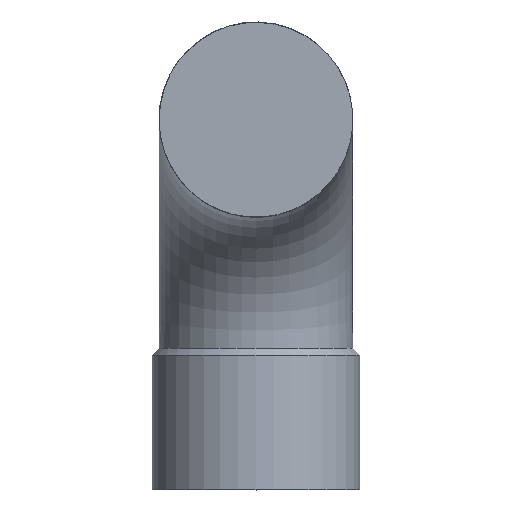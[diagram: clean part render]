
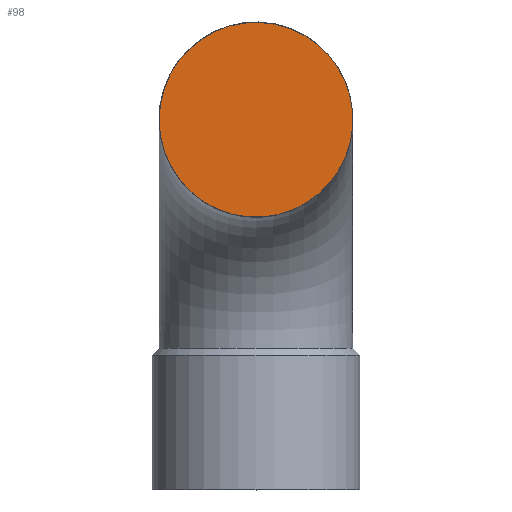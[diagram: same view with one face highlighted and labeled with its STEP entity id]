
A CAD part, top view. The second image highlights one B-rep face of the part: STEP entity #98.
In plain terms, the highlighted planar face has unit normal (0, 0, 1).
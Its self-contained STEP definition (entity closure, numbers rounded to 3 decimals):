
#22=B_SPLINE_CURVE_WITH_KNOTS('',3,(#408,#409,#410,#411,#412,#413,#414,
#415,#416,#417,#418,#419,#420,#421,#422,#423,#424,#425,#426,#427,#428,#429,
#430,#431,#432,#433,#434,#435,#436,#437,#438,#439,#440,#441,#442,#443,#444,
#445,#446,#447,#448,#449,#450,#451,#452,#453,#454,#455,#456,#457,#458,#459,
#460,#461,#462,#463,#464,#465,#466,#467,#468,#469,#470,#471,#472,#473,#474,
#475,#476,#477,#478,#479,#480,#481,#482,#483,#484,#485,#486,#487,#488,#489,
#490,#491,#492,#493,#494,#495,#496,#497,#498,#499,#500,#501,#502,#503,#504,
#505,#506,#507,#508,#509,#510,#511,#512,#513,#514,#515,#516,#517,#518,#519,
#520,#521,#522),.UNSPECIFIED.,.T.,.F.,(4,2,2,2,2,2,2,2,2,2,2,1,2,2,2,2,
2,2,2,2,2,2,2,2,2,2,2,2,2,2,2,2,1,2,2,2,2,2,2,2,2,2,2,2,2,2,2,2,2,2,2,2,
2,2,1,2,2,2,4),(0.,0.031,0.047,0.062,
0.094,0.102,0.109,0.125,
0.156,0.164,0.172,0.187,
0.203,0.219,0.25,0.266,
0.281,0.312,0.328,0.344,
0.359,0.375,0.406,0.422,
0.437,0.469,0.477,0.484,
0.5,0.531,0.539,0.547,
0.563,0.578,0.586,0.594,0.625,0.641,0.648,
0.656,0.688,0.703,0.719,
0.75,0.781,0.797,0.813,
0.844,0.852,0.859,0.875,
0.906,0.914,0.922,0.938,
0.953,0.961,0.969,1.),.UNSPECIFIED.);
#40=ORIENTED_EDGE('',*,*,#47,.T.);
#47=EDGE_CURVE('',#54,#54,#22,.T.);
#54=VERTEX_POINT('',#523);
#73=EDGE_LOOP('',(#40));
#87=FACE_BOUND('',#73,.T.);
#90=PLANE('',#123);
#98=ADVANCED_FACE('',(#87),#90,.F.);
#123=AXIS2_PLACEMENT_3D('',#524,#148,#149);
#148=DIRECTION('',(0.,0.,-1.));
#149=DIRECTION('',(-1.,0.,0.));
#408=CARTESIAN_POINT('',(-14.867,41.402,122.708));
#409=CARTESIAN_POINT('',(-13.34,40.41,122.708));
#410=CARTESIAN_POINT('',(-11.74,39.584,122.708));
#411=CARTESIAN_POINT('',(-9.237,38.586,122.708));
#412=CARTESIAN_POINT('',(-8.384,38.294,122.708));
#413=CARTESIAN_POINT('',(-6.644,37.793,122.708));
#414=CARTESIAN_POINT('',(-5.754,37.584,122.708));
#415=CARTESIAN_POINT('',(-3.088,37.099,122.708));
#416=CARTESIAN_POINT('',(-1.298,36.954,122.708));
#417=CARTESIAN_POINT('',(0.955,36.996,122.708));
#418=CARTESIAN_POINT('',(1.406,37.015,122.708));
#419=CARTESIAN_POINT('',(2.311,37.077,122.708));
#420=CARTESIAN_POINT('',(2.765,37.12,122.708));
#421=CARTESIAN_POINT('',(4.118,37.282,122.708));
#422=CARTESIAN_POINT('',(5.007,37.433,122.708));
#423=CARTESIAN_POINT('',(7.641,38.018,122.708));
#424=CARTESIAN_POINT('',(9.349,38.578,122.708));
#425=CARTESIAN_POINT('',(11.426,39.497,122.708));
#426=CARTESIAN_POINT('',(11.838,39.692,122.708));
#427=CARTESIAN_POINT('',(12.648,40.099,122.708));
#428=CARTESIAN_POINT('',(13.046,40.312,122.708));
#429=CARTESIAN_POINT('',(14.223,40.979,122.708));
#430=CARTESIAN_POINT('',(15.742,41.941,122.708));
#431=CARTESIAN_POINT('',(17.161,43.047,122.708));
#432=CARTESIAN_POINT('',(18.53,44.227,122.708));
#433=CARTESIAN_POINT('',(19.192,44.857,122.708));
#434=CARTESIAN_POINT('',(21.066,46.823,122.708));
#435=CARTESIAN_POINT('',(22.173,48.238,122.708));
#436=CARTESIAN_POINT('',(23.624,50.515,122.708));
#437=CARTESIAN_POINT('',(24.073,51.3,122.708));
#438=CARTESIAN_POINT('',(24.897,52.923,122.708));
#439=CARTESIAN_POINT('',(25.266,53.75,122.708));
#440=CARTESIAN_POINT('',(26.249,56.266,122.708));
#441=CARTESIAN_POINT('',(26.738,57.994,122.708));
#442=CARTESIAN_POINT('',(27.22,60.664,122.708));
#443=CARTESIAN_POINT('',(27.338,61.571,122.708));
#444=CARTESIAN_POINT('',(27.483,63.373,122.708));
#445=CARTESIAN_POINT('',(27.511,64.273,122.708));
#446=CARTESIAN_POINT('',(27.481,66.068,122.708));
#447=CARTESIAN_POINT('',(27.422,66.964,122.708));
#448=CARTESIAN_POINT('',(27.217,68.753,122.708));
#449=CARTESIAN_POINT('',(27.071,69.647,122.708));
#450=CARTESIAN_POINT('',(26.496,72.316,122.708));
#451=CARTESIAN_POINT('',(25.945,74.03,122.708));
#452=CARTESIAN_POINT('',(24.877,76.503,122.708));
#453=CARTESIAN_POINT('',(24.481,77.312,122.708));
#454=CARTESIAN_POINT('',(23.604,78.896,122.708));
#455=CARTESIAN_POINT('',(23.122,79.673,122.708));
#456=CARTESIAN_POINT('',(21.582,81.903,122.708));
#457=CARTESIAN_POINT('',(20.422,83.274,122.708));
#458=CARTESIAN_POINT('',(18.806,84.843,122.708));
#459=CARTESIAN_POINT('',(18.474,85.149,122.708));
#460=CARTESIAN_POINT('',(17.794,85.747,122.708));
#461=CARTESIAN_POINT('',(17.445,86.04,122.708));
#462=CARTESIAN_POINT('',(16.378,86.888,122.708));
#463=CARTESIAN_POINT('',(15.644,87.414,122.708));
#464=CARTESIAN_POINT('',(13.377,88.878,122.708));
#465=CARTESIAN_POINT('',(11.78,89.701,122.708));
#466=CARTESIAN_POINT('',(9.672,90.534,122.708));
#467=CARTESIAN_POINT('',(9.243,90.692,122.708));
#468=CARTESIAN_POINT('',(8.384,90.983,122.708));
#469=CARTESIAN_POINT('',(7.952,91.118,122.708));
#470=CARTESIAN_POINT('',(6.65,91.489,122.708));
#471=CARTESIAN_POINT('',(4.899,91.895,122.708));
#472=CARTESIAN_POINT('',(3.116,92.129,122.708));
#473=CARTESIAN_POINT('',(1.767,92.238,122.708));
#474=CARTESIAN_POINT('',(1.316,92.264,122.708));
#475=CARTESIAN_POINT('',(0.408,92.292,122.708));
#476=CARTESIAN_POINT('',(-0.048,92.295,122.708));
#477=CARTESIAN_POINT('',(-2.315,92.254,122.708));
#478=CARTESIAN_POINT('',(-4.1,92.043,122.708));
#479=CARTESIAN_POINT('',(-6.736,91.467,122.708));
#480=CARTESIAN_POINT('',(-7.607,91.232,122.708));
#481=CARTESIAN_POINT('',(-8.904,90.811,122.708));
#482=CARTESIAN_POINT('',(-9.334,90.659,122.708));
#483=CARTESIAN_POINT('',(-10.18,90.337,122.708));
#484=CARTESIAN_POINT('',(-10.598,90.166,122.708));
#485=CARTESIAN_POINT('',(-12.662,89.262,122.708));
#486=CARTESIAN_POINT('',(-14.229,88.384,122.708));
#487=CARTESIAN_POINT('',(-16.452,86.833,122.708));
#488=CARTESIAN_POINT('',(-17.175,86.273,122.708));
#489=CARTESIAN_POINT('',(-18.55,85.096,122.708));
#490=CARTESIAN_POINT('',(-19.204,84.477,122.708));
#491=CARTESIAN_POINT('',(-21.069,82.531,122.708));
#492=CARTESIAN_POINT('',(-22.183,81.117,122.708));
#493=CARTESIAN_POINT('',(-24.142,78.046,122.708));
#494=CARTESIAN_POINT('',(-24.955,76.44,122.708));
#495=CARTESIAN_POINT('',(-25.935,73.929,122.708));
#496=CARTESIAN_POINT('',(-26.221,73.075,122.708));
#497=CARTESIAN_POINT('',(-26.711,71.333,122.708));
#498=CARTESIAN_POINT('',(-26.915,70.441,122.708));
#499=CARTESIAN_POINT('',(-27.389,67.773,122.708));
#500=CARTESIAN_POINT('',(-27.529,65.982,122.708));
#501=CARTESIAN_POINT('',(-27.487,63.73,122.708));
#502=CARTESIAN_POINT('',(-27.467,63.279,122.708));
#503=CARTESIAN_POINT('',(-27.406,62.375,122.708));
#504=CARTESIAN_POINT('',(-27.364,61.921,122.708));
#505=CARTESIAN_POINT('',(-27.205,60.567,122.708));
#506=CARTESIAN_POINT('',(-27.056,59.677,122.708));
#507=CARTESIAN_POINT('',(-26.483,57.04,122.708));
#508=CARTESIAN_POINT('',(-25.934,55.329,122.708));
#509=CARTESIAN_POINT('',(-25.034,53.249,122.708));
#510=CARTESIAN_POINT('',(-24.843,52.835,122.708));
#511=CARTESIAN_POINT('',(-24.442,52.02,122.708));
#512=CARTESIAN_POINT('',(-24.233,51.619,122.708));
#513=CARTESIAN_POINT('',(-23.577,50.435,122.708));
#514=CARTESIAN_POINT('',(-22.63,48.907,122.708));
#515=CARTESIAN_POINT('',(-21.541,47.477,122.708));
#516=CARTESIAN_POINT('',(-20.67,46.442,122.708));
#517=CARTESIAN_POINT('',(-20.37,46.104,122.708));
#518=CARTESIAN_POINT('',(-19.753,45.44,122.708));
#519=CARTESIAN_POINT('',(-19.434,45.113,122.708));
#520=CARTESIAN_POINT('',(-17.808,43.527,122.708));
#521=CARTESIAN_POINT('',(-16.394,42.395,122.708));
#522=CARTESIAN_POINT('',(-14.867,41.402,122.708));
#523=CARTESIAN_POINT('',(-14.867,41.402,122.708));
#524=CARTESIAN_POINT('',(14.888,87.902,122.708));
